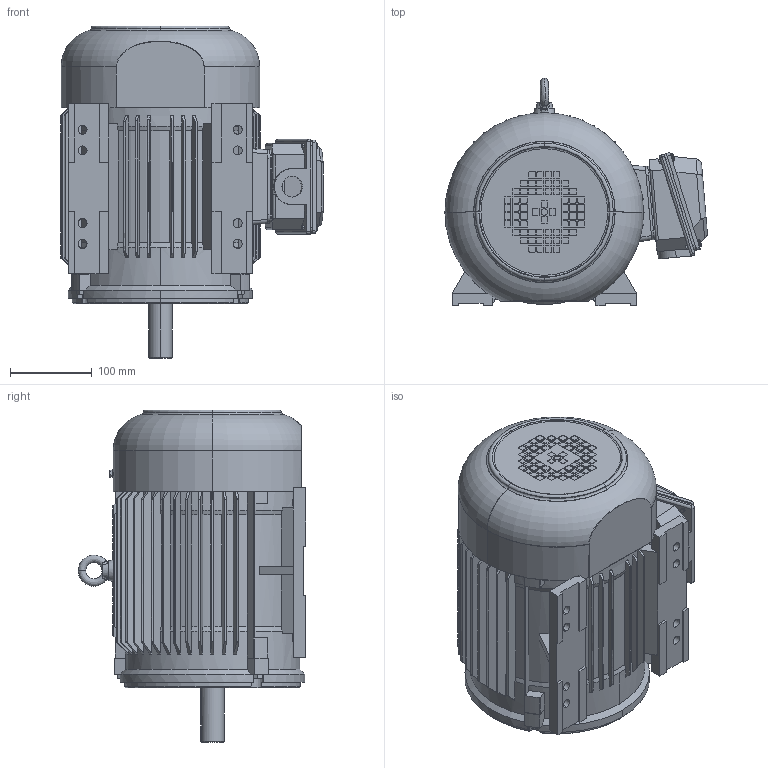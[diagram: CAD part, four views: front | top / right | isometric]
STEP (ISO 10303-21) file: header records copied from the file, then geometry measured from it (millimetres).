
FILE_DESCRIPTION (( 'STEP AP214' ), '1' );
FILE_NAME ('PEWWE-184TC.STEP', '2018-07-16T23:07:58', ( '' ), ( '' ), 'SwSTEP 2.0', 'SolidWorks 2017', '' );
FILE_SCHEMA (( 'AUTOMOTIVE_DESIGN' ));
Length unit declared in the file: inch
Products named in the file (1): PEWWE-184TC
Bounding box: 321.5 x 278.4 x 406.37 mm (x, y, z)
Volume: 10156516.4 mm3; surface area: 870223 mm2
Topology: 15 solids, 21 shells, 1628 faces, 4436 edges, 2921 vertices
Faces by surface type: plane 738, cylinder 587, cone 220, bspline 45, torus 38
Entity records: 61169 total; most frequent: CARTESIAN_POINT 19910, ORIENTED_EDGE 8856, DIRECTION 8293, EDGE_CURVE 4428, AXIS2_PLACEMENT_3D 2976, VERTEX_POINT 2921, VECTOR 2341, LINE 2341
